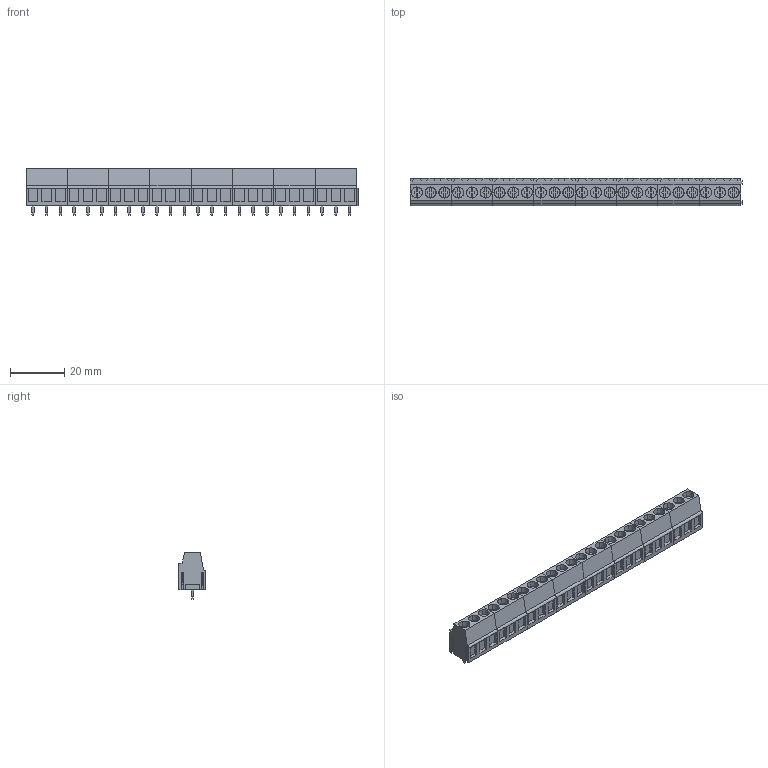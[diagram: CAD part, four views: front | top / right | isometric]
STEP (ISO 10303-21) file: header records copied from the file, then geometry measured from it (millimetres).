
FILE_DESCRIPTION(('CATIA V5 STEP Exchange','CAx-IF Rec.Pracs.--- Model Styling and Organization---1.2---2011-12-15'),'2;1');
FILE_NAME ('D1465144_0_9994330000_9994330000.stp','2018-03-31T10:20:57+00:00',('none'),('Weidmueller'),'CATIA Version 5-6 Release 2014','CATIA V5 STEP AP214','none');
FILE_SCHEMA(('AUTOMOTIVE_DESIGN { 1 0 10303 214 1 1 1 1 }'));
Products named in the file (1): 9994330000
Bounding box: 122.47 x 10 x 17.3 mm (x, y, z)
Volume: 11765.1 mm3; surface area: 13980.7 mm2
Topology: 56 solids, 56 shells, 2160 faces, 5760 edges, 3808 vertices
Faces by surface type: plane 1816, cylinder 344
Entity records: 66389 total; most frequent: CARTESIAN_POINT 13339, ORIENTED_EDGE 11520, DIRECTION 9664, EDGE_CURVE 5760, VECTOR 4736, LINE 4736, VERTEX_POINT 3808, AXIS2_PLACEMENT_3D 2768
